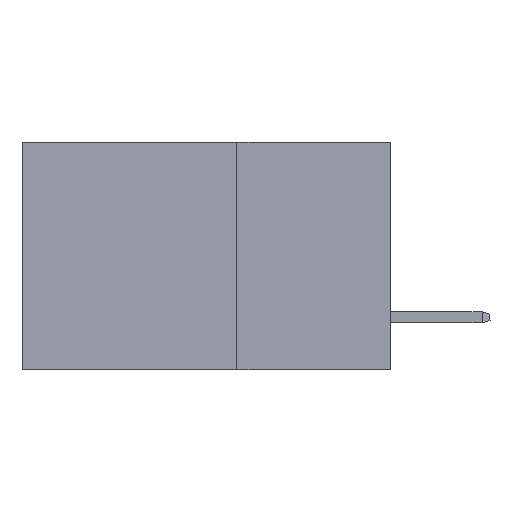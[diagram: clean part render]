
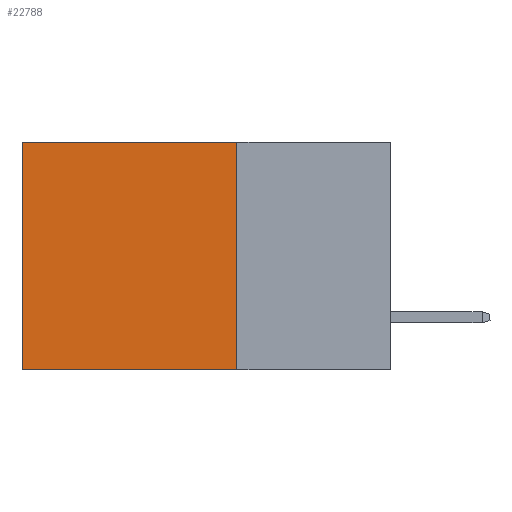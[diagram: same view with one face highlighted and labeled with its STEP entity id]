
A CAD part, left-side view. The second image highlights one B-rep face of the part: STEP entity #22788.
In plain terms, the highlighted planar face has unit normal (-1, 0, 0).
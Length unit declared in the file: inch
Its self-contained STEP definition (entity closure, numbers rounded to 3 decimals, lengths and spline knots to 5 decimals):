
#324 = CARTESIAN_POINT ( 'NONE',  ( 0.2875, 0.25, -0.37 ) ) ;
#2178 = ORIENTED_EDGE ( 'NONE', *, *, #18989, .T. ) ;
#3034 = VECTOR ( 'NONE', #11623, 39.37008 ) ;
#3860 = VECTOR ( 'NONE', #17831, 39.37008 ) ;
#5425 = DIRECTION ( 'NONE',  ( 1., 0., 0. ) ) ;
#6357 = ORIENTED_EDGE ( 'NONE', *, *, #18113, .T. ) ;
#7293 = EDGE_LOOP ( 'NONE', ( #2178, #11446, #16175, #6357 ) ) ;
#8282 = VERTEX_POINT ( 'NONE', #17264 ) ;
#9230 = CARTESIAN_POINT ( 'NONE',  ( 0.2875, 0.6, 0. ) ) ;
#9491 = FACE_OUTER_BOUND ( 'NONE', #7293, .T. ) ;
#11446 = ORIENTED_EDGE ( 'NONE', *, *, #17489, .F. ) ;
#11623 = DIRECTION ( 'NONE',  ( 0., 0., -1. ) ) ;
#14914 = PLANE ( 'NONE',  #26107 ) ;
#15384 = CARTESIAN_POINT ( 'NONE',  ( 0.2875, 0.25, 0. ) ) ;
#15392 = CARTESIAN_POINT ( 'NONE',  ( 0.2875, 0.6, -0.37 ) ) ;
#15796 = LINE ( 'NONE', #9230, #3034 ) ;
#15914 = VERTEX_POINT ( 'NONE', #24071 ) ;
#16175 = ORIENTED_EDGE ( 'NONE', *, *, #19399, .F. ) ;
#16560 = LINE ( 'NONE', #22675, #22923 ) ;
#17264 = CARTESIAN_POINT ( 'NONE',  ( 0.2875, 0.6, 0. ) ) ;
#17489 = EDGE_CURVE ( 'NONE', #19214, #25311, #29691, .T. ) ;
#17831 = DIRECTION ( 'NONE',  ( 0., 1., 0. ) ) ;
#18113 = EDGE_CURVE ( 'NONE', #15914, #8282, #22271, .T. ) ;
#18989 = EDGE_CURVE ( 'NONE', #8282, #25311, #15796, .T. ) ;
#19214 = VERTEX_POINT ( 'NONE', #324 ) ;
#19399 = EDGE_CURVE ( 'NONE', #15914, #19214, #16560, .T. ) ;
#19751 = CARTESIAN_POINT ( 'NONE',  ( 0.2875, 0.25, 0. ) ) ;
#20372 = DIRECTION ( 'NONE',  ( 0., 1., 0. ) ) ;
#22166 = DIRECTION ( 'NONE',  ( 0., 0., -1. ) ) ;
#22271 = LINE ( 'NONE', #15384, #3860 ) ;
#22675 = CARTESIAN_POINT ( 'NONE',  ( 0.2875, 0.25, 0. ) ) ;
#22788 = ADVANCED_FACE ( 'NONE', ( #9491 ), #14914, .F. ) ;
#22923 = VECTOR ( 'NONE', #29680, 39.37008 ) ;
#24071 = CARTESIAN_POINT ( 'NONE',  ( 0.2875, 0.25, 0. ) ) ;
#25311 = VERTEX_POINT ( 'NONE', #15392 ) ;
#26107 = AXIS2_PLACEMENT_3D ( 'NONE', #19751, #5425, #22166 ) ;
#27459 = CARTESIAN_POINT ( 'NONE',  ( 0.2875, 0.25, -0.37 ) ) ;
#28243 = VECTOR ( 'NONE', #20372, 39.37008 ) ;
#29680 = DIRECTION ( 'NONE',  ( 0., 0., -1. ) ) ;
#29691 = LINE ( 'NONE', #27459, #28243 ) ;
